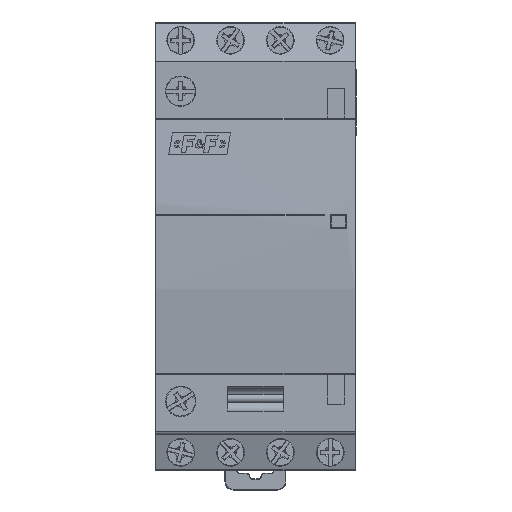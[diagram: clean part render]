
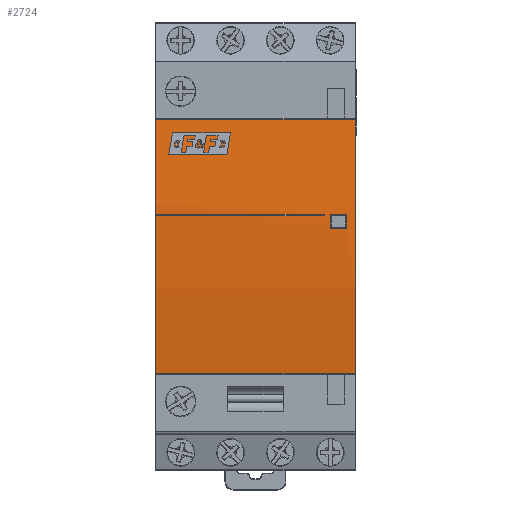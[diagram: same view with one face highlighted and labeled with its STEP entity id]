
A CAD part, front view. The second image highlights one B-rep face of the part: STEP entity #2724.
In plain terms, the highlighted cylindrical face has radius 157.681 mm (diameter 315.362 mm), a partial arc.
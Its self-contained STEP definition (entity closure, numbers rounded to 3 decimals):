
#2724=ADVANCED_FACE('',(#7903,#7905),#7907,.T.);
#7903=FACE_BOUND('',#7904,.T.);
#7904=EDGE_LOOP('',(#15276,#15277,#15278,#15279));
#7905=FACE_BOUND('',#7906,.T.);
#7906=EDGE_LOOP('',(#15280,#15281,#15282,#15283));
#7907=CYLINDRICAL_SURFACE('',#7908,157.681);
#7908=AXIS2_PLACEMENT_3D('',#7909,#7910,#7911);
#7909=CARTESIAN_POINT('',(-18.,143.588,0.));
#7910=DIRECTION('',(1.,0.,0.));
#7911=DIRECTION('',(0.,-0.989,0.147));
#15276=ORIENTED_EDGE('',*,*,#19636,.F.);
#15277=ORIENTED_EDGE('',*,*,#19637,.T.);
#15278=ORIENTED_EDGE('',*,*,#19638,.T.);
#15279=ORIENTED_EDGE('',*,*,#19639,.F.);
#15280=ORIENTED_EDGE('',*,*,#19610,.T.);
#15281=ORIENTED_EDGE('',*,*,#19613,.T.);
#15282=ORIENTED_EDGE('',*,*,#19606,.T.);
#15283=ORIENTED_EDGE('',*,*,#19615,.T.);
#19606=EDGE_CURVE('',#23757,#23755,#23758,.F.);
#19610=EDGE_CURVE('',#23765,#23763,#23766,.T.);
#19613=EDGE_CURVE('',#23763,#23757,#23769,.F.);
#19615=EDGE_CURVE('',#23755,#23765,#23771,.T.);
#19636=EDGE_CURVE('',#23808,#23809,#23810,.T.);
#19637=EDGE_CURVE('',#23808,#23811,#23812,.T.);
#19638=EDGE_CURVE('',#23811,#23813,#23814,.T.);
#19639=EDGE_CURVE('',#23809,#23813,#23815,.T.);
#23755=VERTEX_POINT('',#32250);
#23757=VERTEX_POINT('',#32254);
#23758=CIRCLE('',#32255,157.681);
#23763=VERTEX_POINT('',#32267);
#23765=VERTEX_POINT('',#32271);
#23766=CIRCLE('',#32272,157.681);
#23769=LINE('',#32282,#32283);
#23771=LINE('',#32288,#32289);
#23808=VERTEX_POINT('',#32371);
#23809=VERTEX_POINT('',#32372);
#23810=LINE('',#32373,#32374);
#23811=VERTEX_POINT('',#32376);
#23812=CIRCLE('',#32377,157.681);
#23813=VERTEX_POINT('',#32381);
#23814=LINE('',#32382,#32383);
#23815=CIRCLE('',#32385,157.681);
#32250=CARTESIAN_POINT('',(13.5,-13.988,5.75));
#32254=CARTESIAN_POINT('',(13.5,-14.059,3.25));
#32255=AXIS2_PLACEMENT_3D('',#32256,#32257,#32258);
#32256=CARTESIAN_POINT('',(13.5,143.588,0.));
#32257=DIRECTION('',(1.,0.,0.));
#32258=DIRECTION('',(0.,-0.999,0.036));
#32267=CARTESIAN_POINT('',(16.5,-14.059,3.25));
#32271=CARTESIAN_POINT('',(16.5,-13.988,5.75));
#32272=AXIS2_PLACEMENT_3D('',#32273,#32274,#32275);
#32273=CARTESIAN_POINT('',(16.5,143.588,0.));
#32274=DIRECTION('',(1.,0.,0.));
#32275=DIRECTION('',(0.,-0.999,0.036));
#32282=CARTESIAN_POINT('',(13.5,-14.059,3.25));
#32283=VECTOR('',#32284,1.);
#32284=DIRECTION('',(1.,0.,0.));
#32288=CARTESIAN_POINT('',(13.5,-13.988,5.75));
#32289=VECTOR('',#32290,1.);
#32290=DIRECTION('',(1.,0.,0.));
#32371=CARTESIAN_POINT('',(-18.,-12.421,22.903));
#32372=CARTESIAN_POINT('',(18.,-12.421,22.903));
#32373=CARTESIAN_POINT('',(-18.,-12.421,22.903));
#32374=VECTOR('',#32375,1.);
#32375=DIRECTION('',(1.,0.,0.));
#32376=CARTESIAN_POINT('',(-18.,-12.421,-22.903));
#32377=AXIS2_PLACEMENT_3D('',#32378,#32379,#32380);
#32378=CARTESIAN_POINT('',(-18.,143.588,0.));
#32379=DIRECTION('',(1.,0.,0.));
#32380=DIRECTION('',(0.,-0.989,0.145));
#32381=CARTESIAN_POINT('',(18.,-12.421,-22.903));
#32382=CARTESIAN_POINT('',(-18.,-12.421,-22.903));
#32383=VECTOR('',#32384,1.);
#32384=DIRECTION('',(1.,0.,0.));
#32385=AXIS2_PLACEMENT_3D('',#32386,#32387,#32388);
#32386=CARTESIAN_POINT('',(18.,143.588,0.));
#32387=DIRECTION('',(1.,0.,0.));
#32388=DIRECTION('',(0.,-0.989,0.145));
